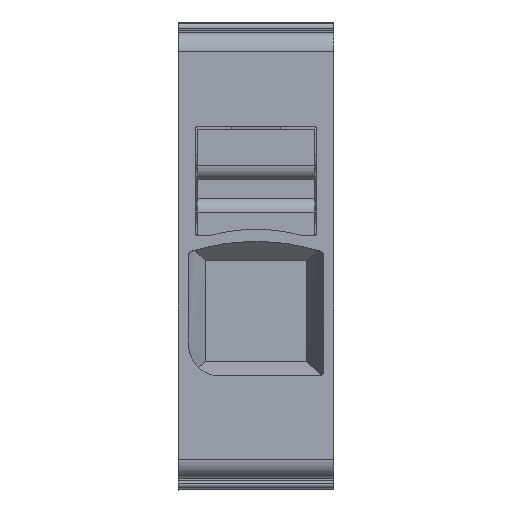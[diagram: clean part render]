
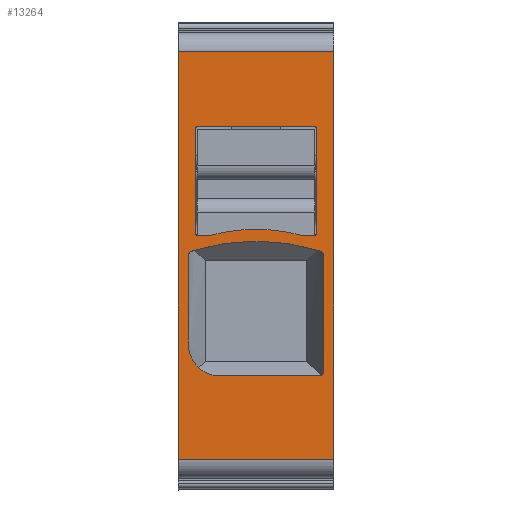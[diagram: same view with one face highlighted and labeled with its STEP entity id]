
A CAD part, top view. The second image highlights one B-rep face of the part: STEP entity #13264.
In plain terms, the highlighted planar face has unit normal (0, 0, 1).
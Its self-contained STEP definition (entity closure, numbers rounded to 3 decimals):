
#6003=AXIS2_PLACEMENT_3D('Circle Axis2P3D',#6001,#6002,$) ;
#10068=AXIS2_PLACEMENT_3D('Circle Axis2P3D',#10066,#10067,$) ;
#10117=AXIS2_PLACEMENT_3D('Circle Axis2P3D',#10115,#10116,$) ;
#10141=AXIS2_PLACEMENT_3D('Circle Axis2P3D',#10139,#10140,$) ;
#10167=AXIS2_PLACEMENT_3D('Circle Axis2P3D',#10165,#10166,$) ;
#10215=AXIS2_PLACEMENT_3D('Circle Axis2P3D',#10213,#10214,$) ;
#10273=AXIS2_PLACEMENT_3D('Circle Axis2P3D',#10271,#10272,$) ;
#10304=AXIS2_PLACEMENT_3D('Circle Axis2P3D',#10302,#10303,$) ;
#10335=AXIS2_PLACEMENT_3D('Circle Axis2P3D',#10333,#10334,$) ;
#11224=AXIS2_PLACEMENT_3D('Circle Axis2P3D',#11222,#11223,$) ;
#11276=AXIS2_PLACEMENT_3D('Circle Axis2P3D',#11274,#11275,$) ;
#11326=AXIS2_PLACEMENT_3D('Circle Axis2P3D',#11324,#11325,$) ;
#13230=AXIS2_PLACEMENT_3D('Plane Axis2P3D',#13227,#13228,#13229) ;
#5998=CARTESIAN_POINT('Vertex',(7.1,13.2,50.95)) ;
#6001=CARTESIAN_POINT('Axis2P3D Location',(7.1,13.3,50.95)) ;
#6005=CARTESIAN_POINT('Vertex',(7.2,13.3,50.95)) ;
#9995=CARTESIAN_POINT('Line Origine',(4.4,22.725,50.95)) ;
#9999=CARTESIAN_POINT('Vertex',(0.05,22.725,50.95)) ;
#10001=CARTESIAN_POINT('Vertex',(8.1,22.725,50.95)) ;
#10039=CARTESIAN_POINT('Vertex',(2.15,5.9,50.95)) ;
#10042=CARTESIAN_POINT('Line Origine',(4.75,5.9,50.95)) ;
#10046=CARTESIAN_POINT('Vertex',(7.35,5.9,50.95)) ;
#10066=CARTESIAN_POINT('Axis2P3D Location',(7.35,6.1,50.95)) ;
#10070=CARTESIAN_POINT('Vertex',(7.55,6.1,50.95)) ;
#10091=CARTESIAN_POINT('Line Origine',(7.55,9.142,50.95)) ;
#10095=CARTESIAN_POINT('Vertex',(7.55,12.183,50.95)) ;
#10115=CARTESIAN_POINT('Axis2P3D Location',(7.35,12.183,50.95)) ;
#10119=CARTESIAN_POINT('Vertex',(7.411,12.374,50.95)) ;
#10139=CARTESIAN_POINT('Axis2P3D Location',(4.05,1.9,50.95)) ;
#10143=CARTESIAN_POINT('Vertex',(0.689,12.374,50.95)) ;
#10165=CARTESIAN_POINT('Axis2P3D Location',(0.75,12.183,50.95)) ;
#10169=CARTESIAN_POINT('Vertex',(0.55,12.183,50.95)) ;
#10193=CARTESIAN_POINT('Vertex',(0.55,7.5,50.95)) ;
#10196=CARTESIAN_POINT('Line Origine',(0.55,9.842,50.95)) ;
#10213=CARTESIAN_POINT('Axis2P3D Location',(2.15,7.5,50.95)) ;
#10237=CARTESIAN_POINT('Vertex',(1.,13.2,50.95)) ;
#10240=CARTESIAN_POINT('Line Origine',(1.35,13.2,50.95)) ;
#10244=CARTESIAN_POINT('Vertex',(1.7,13.2,50.95)) ;
#10271=CARTESIAN_POINT('Axis2P3D Location',(5.329,-1.56,50.95)) ;
#10275=CARTESIAN_POINT('Vertex',(2.511,13.376,50.95)) ;
#10302=CARTESIAN_POINT('Axis2P3D Location',(4.05,5.22,50.95)) ;
#10306=CARTESIAN_POINT('Vertex',(5.589,13.376,50.95)) ;
#10333=CARTESIAN_POINT('Axis2P3D Location',(2.771,-1.56,50.95)) ;
#10337=CARTESIAN_POINT('Vertex',(6.4,13.2,50.95)) ;
#10359=CARTESIAN_POINT('Line Origine',(6.75,13.2,50.95)) ;
#10381=CARTESIAN_POINT('Line Origine',(7.2,16.025,50.95)) ;
#10385=CARTESIAN_POINT('Vertex',(7.2,18.75,50.95)) ;
#10439=CARTESIAN_POINT('Vertex',(0.,1.575,50.95)) ;
#10443=CARTESIAN_POINT('Control Point',(0.,22.725,50.95)) ;
#10444=CARTESIAN_POINT('Control Point',(0.,18.495,50.95)) ;
#10445=CARTESIAN_POINT('Control Point',(0.,14.265,50.95)) ;
#10446=CARTESIAN_POINT('Control Point',(0.,10.035,50.95)) ;
#10447=CARTESIAN_POINT('Control Point',(0.,5.805,50.95)) ;
#10448=CARTESIAN_POINT('Control Point',(0.,1.575,50.95)) ;
#10449=CARTESIAN_POINT('Vertex',(0.,22.725,50.95)) ;
#11222=CARTESIAN_POINT('Axis2P3D Location',(7.1,18.75,50.95)) ;
#11226=CARTESIAN_POINT('Vertex',(7.1,18.85,50.95)) ;
#11246=CARTESIAN_POINT('Line Origine',(4.05,18.85,50.95)) ;
#11250=CARTESIAN_POINT('Vertex',(1.,18.85,50.95)) ;
#11274=CARTESIAN_POINT('Axis2P3D Location',(1.,18.75,50.95)) ;
#11278=CARTESIAN_POINT('Vertex',(0.9,18.75,50.95)) ;
#11293=CARTESIAN_POINT('Line Origine',(0.9,16.025,50.95)) ;
#11297=CARTESIAN_POINT('Vertex',(0.9,13.3,50.95)) ;
#11324=CARTESIAN_POINT('Axis2P3D Location',(1.,13.3,50.95)) ;
#11360=CARTESIAN_POINT('Vertex',(8.1,1.575,50.95)) ;
#11363=CARTESIAN_POINT('Line Origine',(4.4,1.575,50.95)) ;
#11367=CARTESIAN_POINT('Vertex',(0.05,1.575,50.95)) ;
#11551=CARTESIAN_POINT('Line Origine',(8.1,12.15,50.95)) ;
#11738=CARTESIAN_POINT('Line Origine',(0.025,1.575,50.95)) ;
#11760=CARTESIAN_POINT('Line Origine',(0.025,22.725,50.95)) ;
#13227=CARTESIAN_POINT('Axis2P3D Location',(0.,8.3,50.95)) ;
#6002=DIRECTION('Axis2P3D Direction',(0.,0.,-1.)) ;
#9996=DIRECTION('Vector Direction',(1.,0.,0.)) ;
#10043=DIRECTION('Vector Direction',(1.,0.,0.)) ;
#10067=DIRECTION('Axis2P3D Direction',(0.,0.,-1.)) ;
#10092=DIRECTION('Vector Direction',(0.,-1.,0.)) ;
#10116=DIRECTION('Axis2P3D Direction',(0.,0.,-1.)) ;
#10140=DIRECTION('Axis2P3D Direction',(0.,0.,-1.)) ;
#10166=DIRECTION('Axis2P3D Direction',(0.,0.,-1.)) ;
#10197=DIRECTION('Vector Direction',(0.,-1.,0.)) ;
#10214=DIRECTION('Axis2P3D Direction',(0.,0.,-1.)) ;
#10241=DIRECTION('Vector Direction',(-1.,0.,0.)) ;
#10272=DIRECTION('Axis2P3D Direction',(0.,0.,-1.)) ;
#10303=DIRECTION('Axis2P3D Direction',(0.,0.,-1.)) ;
#10334=DIRECTION('Axis2P3D Direction',(0.,0.,-1.)) ;
#10360=DIRECTION('Vector Direction',(-1.,0.,0.)) ;
#10382=DIRECTION('Vector Direction',(0.,1.,0.)) ;
#11223=DIRECTION('Axis2P3D Direction',(0.,0.,-1.)) ;
#11247=DIRECTION('Vector Direction',(-1.,0.,0.)) ;
#11275=DIRECTION('Axis2P3D Direction',(0.,0.,-1.)) ;
#11294=DIRECTION('Vector Direction',(0.,1.,0.)) ;
#11325=DIRECTION('Axis2P3D Direction',(-0.,0.,-1.)) ;
#11364=DIRECTION('Vector Direction',(1.,0.,0.)) ;
#11552=DIRECTION('Vector Direction',(0.,-1.,0.)) ;
#11739=DIRECTION('Vector Direction',(-1.,0.,0.)) ;
#11761=DIRECTION('Vector Direction',(-1.,0.,0.)) ;
#13228=DIRECTION('Axis2P3D Direction',(0.,0.,-1.)) ;
#13229=DIRECTION('Axis2P3D XDirection',(1.,0.,0.)) ;
#9997=VECTOR('Line Direction',#9996,1.) ;
#10044=VECTOR('Line Direction',#10043,1.) ;
#10093=VECTOR('Line Direction',#10092,1.) ;
#10198=VECTOR('Line Direction',#10197,1.) ;
#10242=VECTOR('Line Direction',#10241,1.) ;
#10361=VECTOR('Line Direction',#10360,1.) ;
#10383=VECTOR('Line Direction',#10382,1.) ;
#11248=VECTOR('Line Direction',#11247,1.) ;
#11295=VECTOR('Line Direction',#11294,1.) ;
#11365=VECTOR('Line Direction',#11364,1.) ;
#11553=VECTOR('Line Direction',#11552,1.) ;
#11740=VECTOR('Line Direction',#11739,1.) ;
#11762=VECTOR('Line Direction',#11761,1.) ;
#13233=ORIENTED_EDGE('',*,*,#11742,.F.) ;
#13234=ORIENTED_EDGE('',*,*,#11369,.T.) ;
#13235=ORIENTED_EDGE('',*,*,#11555,.F.) ;
#13236=ORIENTED_EDGE('',*,*,#10003,.F.) ;
#13237=ORIENTED_EDGE('',*,*,#11764,.T.) ;
#13238=ORIENTED_EDGE('',*,*,#10451,.F.) ;
#13241=ORIENTED_EDGE('',*,*,#10246,.T.) ;
#13242=ORIENTED_EDGE('',*,*,#11328,.F.) ;
#13243=ORIENTED_EDGE('',*,*,#11299,.T.) ;
#13244=ORIENTED_EDGE('',*,*,#11280,.F.) ;
#13245=ORIENTED_EDGE('',*,*,#11252,.F.) ;
#13246=ORIENTED_EDGE('',*,*,#11228,.F.) ;
#13247=ORIENTED_EDGE('',*,*,#10387,.F.) ;
#13248=ORIENTED_EDGE('',*,*,#6007,.F.) ;
#13249=ORIENTED_EDGE('',*,*,#10363,.T.) ;
#13250=ORIENTED_EDGE('',*,*,#10339,.T.) ;
#13251=ORIENTED_EDGE('',*,*,#10308,.T.) ;
#13252=ORIENTED_EDGE('',*,*,#10277,.T.) ;
#13255=ORIENTED_EDGE('',*,*,#10048,.F.) ;
#13256=ORIENTED_EDGE('',*,*,#10217,.F.) ;
#13257=ORIENTED_EDGE('',*,*,#10200,.F.) ;
#13258=ORIENTED_EDGE('',*,*,#10171,.F.) ;
#13259=ORIENTED_EDGE('',*,*,#10145,.F.) ;
#13260=ORIENTED_EDGE('',*,*,#10121,.F.) ;
#13261=ORIENTED_EDGE('',*,*,#10097,.T.) ;
#13262=ORIENTED_EDGE('',*,*,#10072,.F.) ;
#13253=FACE_BOUND('',#13240,.T.) ;
#13263=FACE_BOUND('',#13254,.T.) ;
#13264=ADVANCED_FACE('MLD_APG_6_L.1\\MLD_APG_6_L',(#13239,#13253,#13263),#13231,.F.) ;
#10442=B_SPLINE_CURVE_WITH_KNOTS('',5,(#10443,#10444,#10445,#10446,#10447,#10448),.UNSPECIFIED.,.F.,.U.,(6,6),(0.,21.15),.UNSPECIFIED.) ;
#6004=CIRCLE('generated circle',#6003,0.1) ;
#10069=CIRCLE('generated circle',#10068,0.2) ;
#10118=CIRCLE('generated circle',#10117,0.2) ;
#10142=CIRCLE('generated circle',#10141,11.) ;
#10168=CIRCLE('generated circle',#10167,0.2) ;
#10216=CIRCLE('generated circle',#10215,1.6) ;
#10274=CIRCLE('generated circle',#10273,15.2) ;
#10305=CIRCLE('generated circle',#10304,8.3) ;
#10336=CIRCLE('generated circle',#10335,15.2) ;
#11225=CIRCLE('generated circle',#11224,0.1) ;
#11277=CIRCLE('generated circle',#11276,0.1) ;
#11327=CIRCLE('generated circle',#11326,0.1) ;
#6007=EDGE_CURVE('',#5999,#6006,#6004,.F.) ;
#10003=EDGE_CURVE('',#10000,#10002,#9998,.T.) ;
#10048=EDGE_CURVE('',#10040,#10047,#10045,.T.) ;
#10072=EDGE_CURVE('',#10047,#10071,#10069,.F.) ;
#10097=EDGE_CURVE('',#10096,#10071,#10094,.T.) ;
#10121=EDGE_CURVE('',#10096,#10120,#10118,.F.) ;
#10145=EDGE_CURVE('',#10120,#10144,#10142,.F.) ;
#10171=EDGE_CURVE('',#10144,#10170,#10168,.F.) ;
#10200=EDGE_CURVE('',#10170,#10194,#10199,.T.) ;
#10217=EDGE_CURVE('',#10194,#10040,#10216,.F.) ;
#10246=EDGE_CURVE('',#10245,#10238,#10243,.T.) ;
#10277=EDGE_CURVE('',#10276,#10245,#10274,.F.) ;
#10308=EDGE_CURVE('',#10307,#10276,#10305,.F.) ;
#10339=EDGE_CURVE('',#10338,#10307,#10336,.F.) ;
#10363=EDGE_CURVE('',#5999,#10338,#10362,.T.) ;
#10387=EDGE_CURVE('',#6006,#10386,#10384,.T.) ;
#10451=EDGE_CURVE('',#10440,#10450,#10442,.F.) ;
#11228=EDGE_CURVE('',#10386,#11227,#11225,.F.) ;
#11252=EDGE_CURVE('',#11227,#11251,#11249,.T.) ;
#11280=EDGE_CURVE('',#11251,#11279,#11277,.F.) ;
#11299=EDGE_CURVE('',#11298,#11279,#11296,.T.) ;
#11328=EDGE_CURVE('',#11298,#10238,#11327,.F.) ;
#11369=EDGE_CURVE('',#11368,#11361,#11366,.T.) ;
#11555=EDGE_CURVE('',#10002,#11361,#11554,.T.) ;
#11742=EDGE_CURVE('',#11368,#10440,#11741,.T.) ;
#11764=EDGE_CURVE('',#10000,#10450,#11763,.T.) ;
#13232=EDGE_LOOP('',(#13233,#13234,#13235,#13236,#13237,#13238)) ;
#13240=EDGE_LOOP('',(#13241,#13242,#13243,#13244,#13245,#13246,#13247,#13248,#13249,#13250,#13251,#13252)) ;
#13254=EDGE_LOOP('',(#13255,#13256,#13257,#13258,#13259,#13260,#13261,#13262)) ;
#13239=FACE_OUTER_BOUND('',#13232,.T.) ;
#9998=LINE('Line',#9995,#9997) ;
#10045=LINE('Line',#10042,#10044) ;
#10094=LINE('Line',#10091,#10093) ;
#10199=LINE('Line',#10196,#10198) ;
#10243=LINE('Line',#10240,#10242) ;
#10362=LINE('Line',#10359,#10361) ;
#10384=LINE('Line',#10381,#10383) ;
#11249=LINE('Line',#11246,#11248) ;
#11296=LINE('Line',#11293,#11295) ;
#11366=LINE('Line',#11363,#11365) ;
#11554=LINE('Line',#11551,#11553) ;
#11741=LINE('Line',#11738,#11740) ;
#11763=LINE('Line',#11760,#11762) ;
#13231=PLANE('',#13230) ;
#5999=VERTEX_POINT('',#5998) ;
#6006=VERTEX_POINT('',#6005) ;
#10000=VERTEX_POINT('',#9999) ;
#10002=VERTEX_POINT('',#10001) ;
#10040=VERTEX_POINT('',#10039) ;
#10047=VERTEX_POINT('',#10046) ;
#10071=VERTEX_POINT('',#10070) ;
#10096=VERTEX_POINT('',#10095) ;
#10120=VERTEX_POINT('',#10119) ;
#10144=VERTEX_POINT('',#10143) ;
#10170=VERTEX_POINT('',#10169) ;
#10194=VERTEX_POINT('',#10193) ;
#10238=VERTEX_POINT('',#10237) ;
#10245=VERTEX_POINT('',#10244) ;
#10276=VERTEX_POINT('',#10275) ;
#10307=VERTEX_POINT('',#10306) ;
#10338=VERTEX_POINT('',#10337) ;
#10386=VERTEX_POINT('',#10385) ;
#10440=VERTEX_POINT('',#10439) ;
#10450=VERTEX_POINT('',#10449) ;
#11227=VERTEX_POINT('',#11226) ;
#11251=VERTEX_POINT('',#11250) ;
#11279=VERTEX_POINT('',#11278) ;
#11298=VERTEX_POINT('',#11297) ;
#11361=VERTEX_POINT('',#11360) ;
#11368=VERTEX_POINT('',#11367) ;
